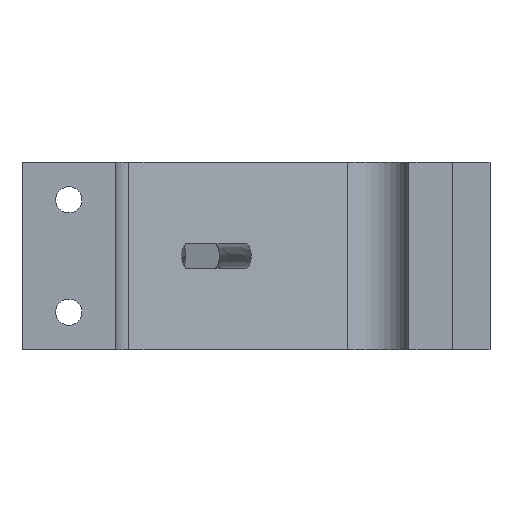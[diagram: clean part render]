
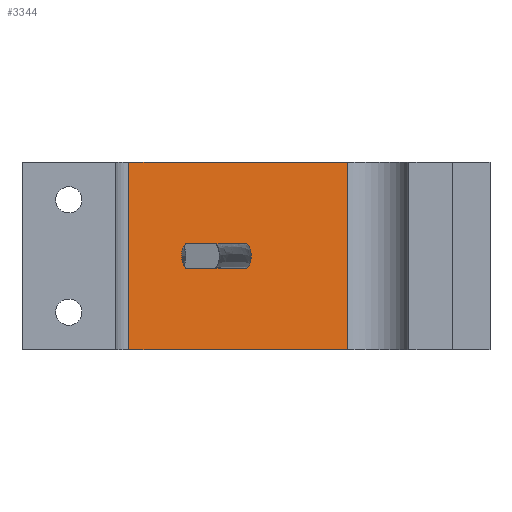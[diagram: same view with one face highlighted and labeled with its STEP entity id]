
A CAD part, left-side view. The second image highlights one B-rep face of the part: STEP entity #3344.
In plain terms, the highlighted planar face has unit normal (-0.766, -0.643, 0).
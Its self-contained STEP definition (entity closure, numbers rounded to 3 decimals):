
#53 = AXIS2_PLACEMENT_3D ( 'NONE', #1375, #1005, #2877 ) ;
#70 = CARTESIAN_POINT ( 'NONE',  ( 154.831, 49.292, 16.063 ) ) ;
#97 = CARTESIAN_POINT ( 'NONE',  ( 154.714, 49.432, 14.785 ) ) ;
#112 = CARTESIAN_POINT ( 'NONE',  ( 164.077, 38.274, 14.788 ) ) ;
#195 = CARTESIAN_POINT ( 'NONE',  ( 185.284, 13., 30. ) ) ;
#256 = FACE_OUTER_BOUND ( 'NONE', #676, .T. ) ;
#336 = ORIENTED_EDGE ( 'NONE', *, *, #3191, .F. ) ;
#365 = CARTESIAN_POINT ( 'NONE',  ( 155.53, 48.46, 17. ) ) ;
#388 = CARTESIAN_POINT ( 'NONE',  ( 154.728, 49.415, 14.569 ) ) ;
#407 = CARTESIAN_POINT ( 'NONE',  ( 163.365, 39.122, 17. ) ) ;
#438 = CARTESIAN_POINT ( 'NONE',  ( 155.04, 49.043, 16.627 ) ) ;
#459 = DIRECTION ( 'NONE',  ( -0.643, 0.766, 0. ) ) ;
#466 = ORIENTED_EDGE ( 'NONE', *, *, #1900, .F. ) ;
#468 = VERTEX_POINT ( 'NONE', #4659 ) ;
#546 = ORIENTED_EDGE ( 'NONE', *, *, #2121, .F. ) ;
#615 = EDGE_CURVE ( 'NONE', #2350, #4200, #4014, .T. ) ;
#622 = ORIENTED_EDGE ( 'NONE', *, *, #1475, .F. ) ;
#661 = CARTESIAN_POINT ( 'NONE',  ( 155.388, 48.628, 17. ) ) ;
#676 = EDGE_LOOP ( 'NONE', ( #4594, #546, #2980, #622 ) ) ;
#758 = CARTESIAN_POINT ( 'NONE',  ( 155.2, 48.852, 13.165 ) ) ;
#764 = VERTEX_POINT ( 'NONE', #4655 ) ;
#778 = CARTESIAN_POINT ( 'NONE',  ( 155.254, 48.788, 16.905 ) ) ;
#805 = CARTESIAN_POINT ( 'NONE',  ( 185.284, 13., 17. ) ) ;
#818 = CARTESIAN_POINT ( 'NONE',  ( 163.967, 38.404, 13.949 ) ) ;
#839 = CARTESIAN_POINT ( 'NONE',  ( 164.064, 38.289, 15.425 ) ) ;
#849 = CARTESIAN_POINT ( 'NONE',  ( 155.53, 48.46, 13. ) ) ;
#885 = CARTESIAN_POINT ( 'NONE',  ( 177.013, 22.857, 30. ) ) ;
#891 = VECTOR ( 'NONE', #3933, 1000. ) ;
#899 = LINE ( 'NONE', #195, #891 ) ;
#1005 = DIRECTION ( 'NONE',  ( 0.766, 0.643, 0. ) ) ;
#1089 = VERTEX_POINT ( 'NONE', #1582 ) ;
#1116 = CARTESIAN_POINT ( 'NONE',  ( 154.957, 49.142, 16.446 ) ) ;
#1162 = CARTESIAN_POINT ( 'NONE',  ( 154.787, 49.345, 15.855 ) ) ;
#1163 = LINE ( 'NONE', #805, #2229 ) ;
#1179 = CARTESIAN_POINT ( 'NONE',  ( 163.771, 38.638, 13.385 ) ) ;
#1227 = CARTESIAN_POINT ( 'NONE',  ( 163.617, 38.821, 13.171 ) ) ;
#1349 = EDGE_CURVE ( 'NONE', #764, #2842, #3391, .T. ) ;
#1350 = VECTOR ( 'NONE', #3796, 1000. ) ;
#1375 = CARTESIAN_POINT ( 'NONE',  ( 185.284, 13., 30. ) ) ;
#1465 = CARTESIAN_POINT ( 'NONE',  ( 155.53, 48.46, 13. ) ) ;
#1475 = EDGE_CURVE ( 'NONE', #2842, #3024, #1944, .T. ) ;
#1505 = CARTESIAN_POINT ( 'NONE',  ( 164.009, 38.354, 14.156 ) ) ;
#1582 = CARTESIAN_POINT ( 'NONE',  ( 163.295, 39.205, 13. ) ) ;
#1590 = CARTESIAN_POINT ( 'NONE',  ( 154.786, 49.345, 14.145 ) ) ;
#1607 = CARTESIAN_POINT ( 'NONE',  ( 164.077, 38.274, 15.212 ) ) ;
#1715 = ORIENTED_EDGE ( 'NONE', *, *, #1999, .F. ) ;
#1750 = PLANE ( 'NONE',  #53 ) ;
#1857 = CARTESIAN_POINT ( 'NONE',  ( 147.644, 57.857, 30. ) ) ;
#1900 = EDGE_CURVE ( 'NONE', #468, #2350, #1163, .T. ) ;
#1905 = CARTESIAN_POINT ( 'NONE',  ( 163.295, 39.205, 17. ) ) ;
#1944 = LINE ( 'NONE', #4611, #2988 ) ;
#1962 = CARTESIAN_POINT ( 'NONE',  ( 154.728, 49.415, 15.432 ) ) ;
#1999 = EDGE_CURVE ( 'NONE', #4200, #1089, #2711, .T. ) ;
#2087 = CARTESIAN_POINT ( 'NONE',  ( 177.013, 22.857, 0. ) ) ;
#2121 = EDGE_CURVE ( 'NONE', #4446, #764, #3951, .T. ) ;
#2229 = VECTOR ( 'NONE', #459, 1000. ) ;
#2260 = ORIENTED_EDGE ( 'NONE', *, *, #615, .F. ) ;
#2262 = CARTESIAN_POINT ( 'NONE',  ( 154.962, 49.136, 13.558 ) ) ;
#2337 = CARTESIAN_POINT ( 'NONE',  ( 155.459, 48.544, 13. ) ) ;
#2350 = VERTEX_POINT ( 'NONE', #4113 ) ;
#2380 = B_SPLINE_CURVE_WITH_KNOTS ( 'NONE', 3,
 ( #4199, #2726, #3421, #3054, #1227, #1179, #2657, #818, #1505, #2684, #112, #1607, #839, #4171, #3467, #4596, #4222, #3846, #3007, #4499, #4120, #3751, #407, #1905 ),
 .UNSPECIFIED., .F., .F.,
 ( 4, 2, 2, 2, 2, 2, 2, 2, 2, 2, 2, 4 ),
 ( 0., 0., 0.001, 0.001, 0.002, 0.003, 0.003, 0.004, 0.004, 0.004, 0.005, 0.005 ),
 .UNSPECIFIED. ) ;
#2515 = DIRECTION ( 'NONE',  ( -0.643, 0.766, 0. ) ) ;
#2657 = CARTESIAN_POINT ( 'NONE',  ( 163.849, 38.545, 13.567 ) ) ;
#2668 = VECTOR ( 'NONE', #2515, 1000. ) ;
#2684 = CARTESIAN_POINT ( 'NONE',  ( 164.064, 38.289, 14.574 ) ) ;
#2693 = CARTESIAN_POINT ( 'NONE',  ( 154.926, 49.179, 13.651 ) ) ;
#2711 = LINE ( 'NONE', #4202, #1350 ) ;
#2726 = CARTESIAN_POINT ( 'NONE',  ( 163.365, 39.122, 13. ) ) ;
#2782 = DIRECTION ( 'NONE',  ( 0., 0., -1. ) ) ;
#2826 = EDGE_CURVE ( 'NONE', #4446, #3024, #899, .T. ) ;
#2842 = VERTEX_POINT ( 'NONE', #3956 ) ;
#2877 = DIRECTION ( 'NONE',  ( 0.643, -0.766, 0. ) ) ;
#2980 = ORIENTED_EDGE ( 'NONE', *, *, #2826, .T. ) ;
#2988 = VECTOR ( 'NONE', #3865, 1000. ) ;
#2992 = CARTESIAN_POINT ( 'NONE',  ( 154.83, 49.293, 13.941 ) ) ;
#3007 = CARTESIAN_POINT ( 'NONE',  ( 163.72, 38.699, 16.686 ) ) ;
#3024 = VERTEX_POINT ( 'NONE', #1857 ) ;
#3054 = CARTESIAN_POINT ( 'NONE',  ( 163.559, 38.89, 13.11 ) ) ;
#3094 = CARTESIAN_POINT ( 'NONE',  ( 155.046, 49.036, 13.385 ) ) ;
#3191 = EDGE_CURVE ( 'NONE', #1089, #468, #2380, .T. ) ;
#3249 = VECTOR ( 'NONE', #2782, 1000. ) ;
#3255 = FACE_BOUND ( 'NONE', #4544, .T. ) ;
#3344 = ADVANCED_FACE ( 'NONE', ( #256, #3255 ), #1750, .F. ) ;
#3391 = LINE ( 'NONE', #3972, #2668 ) ;
#3421 = CARTESIAN_POINT ( 'NONE',  ( 163.433, 39.041, 13.024 ) ) ;
#3452 = CARTESIAN_POINT ( 'NONE',  ( 154.714, 49.432, 15.214 ) ) ;
#3467 = CARTESIAN_POINT ( 'NONE',  ( 163.968, 38.403, 16.047 ) ) ;
#3751 = CARTESIAN_POINT ( 'NONE',  ( 163.433, 39.04, 16.976 ) ) ;
#3796 = DIRECTION ( 'NONE',  ( 0.643, -0.766, 0. ) ) ;
#3803 = CARTESIAN_POINT ( 'NONE',  ( 155.26, 48.781, 13.105 ) ) ;
#3846 = CARTESIAN_POINT ( 'NONE',  ( 163.765, 38.645, 16.604 ) ) ;
#3865 = DIRECTION ( 'NONE',  ( 0., 0., 1. ) ) ;
#3933 = DIRECTION ( 'NONE',  ( -0.643, 0.766, 0. ) ) ;
#3951 = LINE ( 'NONE', #2087, #3249 ) ;
#3956 = CARTESIAN_POINT ( 'NONE',  ( 147.644, 57.857, 0. ) ) ;
#3972 = CARTESIAN_POINT ( 'NONE',  ( 185.284, 13., 0. ) ) ;
#4014 = B_SPLINE_CURVE_WITH_KNOTS ( 'NONE', 3,
 ( #365, #661, #778, #438, #1116, #70, #1162, #1962, #3452, #97, #388, #1590, #2992, #2693, #2262, #3094, #4583, #758, #3803, #4486, #2337, #849 ),
 .UNSPECIFIED., .F., .F.,
 ( 4, 2, 2, 2, 2, 2, 2, 2, 2, 2, 4 ),
 ( 0., 0.001, 0.001, 0.002, 0.003, 0.003, 0.004, 0.004, 0.005, 0.005, 0.005 ),
 .UNSPECIFIED. ) ;
#4113 = CARTESIAN_POINT ( 'NONE',  ( 155.53, 48.46, 17. ) ) ;
#4120 = CARTESIAN_POINT ( 'NONE',  ( 163.56, 38.89, 16.89 ) ) ;
#4171 = CARTESIAN_POINT ( 'NONE',  ( 164.009, 38.354, 15.844 ) ) ;
#4199 = CARTESIAN_POINT ( 'NONE',  ( 163.295, 39.205, 13. ) ) ;
#4200 = VERTEX_POINT ( 'NONE', #1465 ) ;
#4202 = CARTESIAN_POINT ( 'NONE',  ( 185.284, 13., 13. ) ) ;
#4222 = CARTESIAN_POINT ( 'NONE',  ( 163.844, 38.55, 16.43 ) ) ;
#4446 = VERTEX_POINT ( 'NONE', #885 ) ;
#4486 = CARTESIAN_POINT ( 'NONE',  ( 155.389, 48.627, 13.023 ) ) ;
#4499 = CARTESIAN_POINT ( 'NONE',  ( 163.617, 38.821, 16.829 ) ) ;
#4544 = EDGE_LOOP ( 'NONE', ( #1715, #2260, #466, #336 ) ) ;
#4583 = CARTESIAN_POINT ( 'NONE',  ( 155.093, 48.979, 13.304 ) ) ;
#4594 = ORIENTED_EDGE ( 'NONE', *, *, #1349, .F. ) ;
#4596 = CARTESIAN_POINT ( 'NONE',  ( 163.879, 38.509, 16.336 ) ) ;
#4611 = CARTESIAN_POINT ( 'NONE',  ( 147.644, 57.857, 30. ) ) ;
#4655 = CARTESIAN_POINT ( 'NONE',  ( 177.013, 22.857, 0. ) ) ;
#4659 = CARTESIAN_POINT ( 'NONE',  ( 163.295, 39.205, 17. ) ) ;
